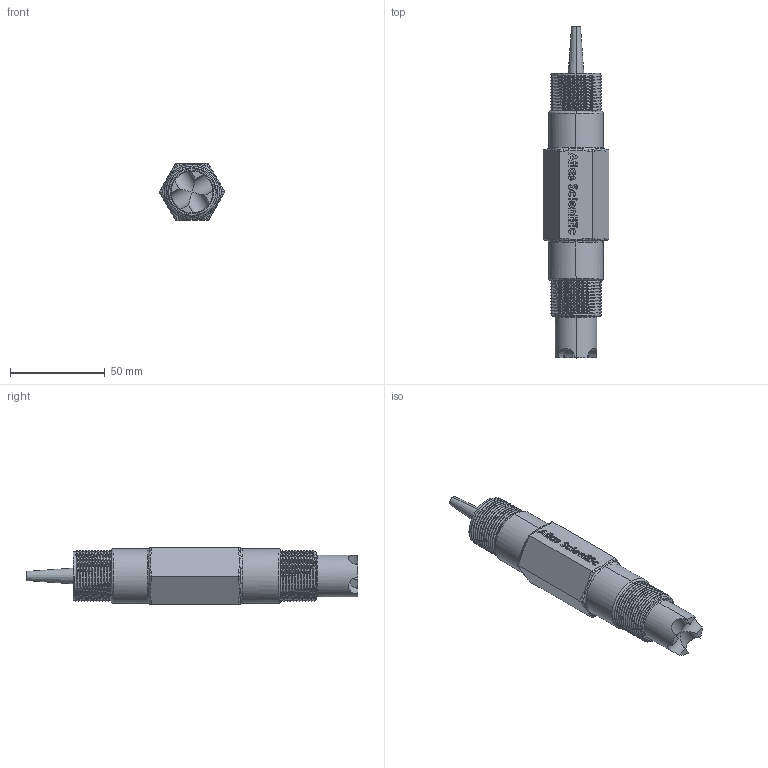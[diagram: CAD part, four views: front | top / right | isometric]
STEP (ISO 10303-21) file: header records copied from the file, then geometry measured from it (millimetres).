
FILE_DESCRIPTION (( 'STEP AP214' ), '1' );
FILE_NAME ('ENV-50-pH.STEP', '2020-01-21T18:07:43', ( '' ), ( '' ), 'SwSTEP 2.0', 'SolidWorks 2020', '' );
FILE_SCHEMA (( 'AUTOMOTIVE_DESIGN' ));
Length unit declared in the file: millimetre
Products named in the file (1): ENV-50-pH
Bounding box: 34.64 x 175 x 30.08 mm (x, y, z)
Volume: 93380.9 mm3; surface area: 17238.5 mm2
Topology: 1 solids, 1 shells, 384 faces, 1007 edges, 648 vertices
Faces by surface type: plane 139, bspline 137, cylinder 85, torus 21, cone 2
Entity records: 20916 total; most frequent: CARTESIAN_POINT 12665, ORIENTED_EDGE 2014, DIRECTION 1246, EDGE_CURVE 1007, VERTEX_POINT 648, LINE 472, VECTOR 472, EDGE_LOOP 407
